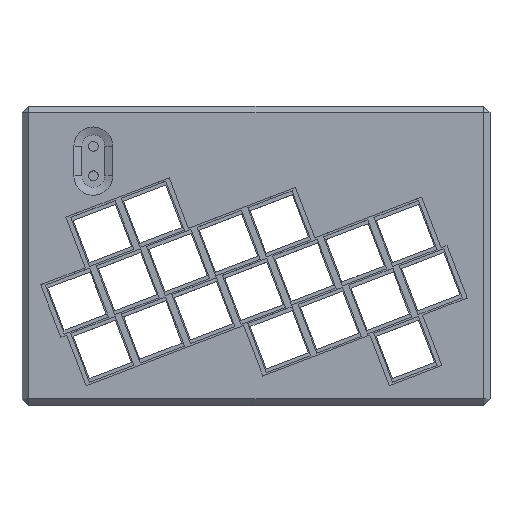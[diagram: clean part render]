
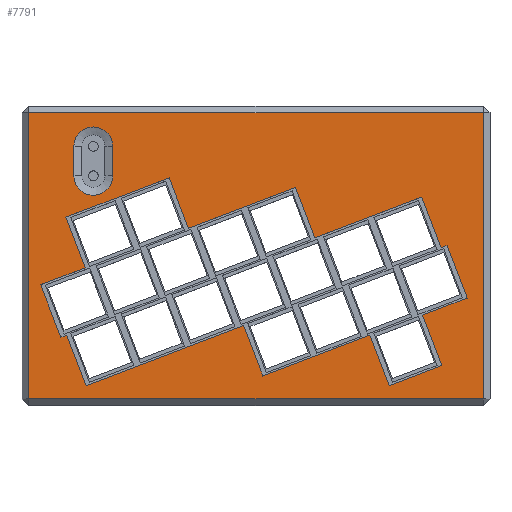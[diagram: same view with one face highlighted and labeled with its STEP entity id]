
A CAD part, top view. The second image highlights one B-rep face of the part: STEP entity #7791.
In plain terms, the highlighted planar face has unit normal (0, 0, 1).
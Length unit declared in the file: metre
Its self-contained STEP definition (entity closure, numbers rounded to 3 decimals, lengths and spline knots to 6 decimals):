
#32=LINE('',#10788,#1092);
#33=LINE('',#10791,#1093);
#34=LINE('',#10793,#1094);
#35=LINE('',#10795,#1095);
#36=LINE('',#10796,#1096);
#37=LINE('',#10801,#1097);
#38=LINE('',#10804,#1098);
#39=LINE('',#10807,#1099);
#40=LINE('',#10809,#1100);
#41=LINE('',#10811,#1101);
#42=LINE('',#10813,#1102);
#43=LINE('',#10815,#1103);
#44=LINE('',#10817,#1104);
#45=LINE('',#10819,#1105);
#46=LINE('',#10821,#1106);
#47=LINE('',#10823,#1107);
#48=LINE('',#10825,#1108);
#49=LINE('',#10827,#1109);
#50=LINE('',#10829,#1110);
#51=LINE('',#10831,#1111);
#52=LINE('',#10833,#1112);
#53=LINE('',#10835,#1113);
#54=LINE('',#10837,#1114);
#55=LINE('',#10839,#1115);
#56=LINE('',#10841,#1116);
#57=LINE('',#10843,#1117);
#1092=VECTOR('',#8759,1.);
#1093=VECTOR('',#8760,1.);
#1094=VECTOR('',#8761,1.);
#1095=VECTOR('',#8762,1.);
#1096=VECTOR('',#8763,1.);
#1097=VECTOR('',#8766,1.);
#1098=VECTOR('',#8769,1.);
#1099=VECTOR('',#8770,1.);
#1100=VECTOR('',#8771,1.);
#1101=VECTOR('',#8772,1.);
#1102=VECTOR('',#8773,1.);
#1103=VECTOR('',#8774,1.);
#1104=VECTOR('',#8775,1.);
#1105=VECTOR('',#8776,1.);
#1106=VECTOR('',#8777,1.);
#1107=VECTOR('',#8778,1.);
#1108=VECTOR('',#8779,1.);
#1109=VECTOR('',#8780,1.);
#1110=VECTOR('',#8781,1.);
#1111=VECTOR('',#8782,1.);
#1112=VECTOR('',#8783,1.);
#1113=VECTOR('',#8784,1.);
#1114=VECTOR('',#8785,1.);
#1115=VECTOR('',#8786,1.);
#1116=VECTOR('',#8787,1.);
#1117=VECTOR('',#8788,1.);
#2145=PLANE('',#8258);
#2586=ORIENTED_EDGE('',*,*,#4774,.T.);
#2587=ORIENTED_EDGE('',*,*,#4775,.T.);
#2588=ORIENTED_EDGE('',*,*,#4776,.T.);
#2589=ORIENTED_EDGE('',*,*,#4777,.T.);
#2590=ORIENTED_EDGE('',*,*,#4778,.F.);
#2591=ORIENTED_EDGE('',*,*,#4779,.F.);
#2592=ORIENTED_EDGE('',*,*,#4780,.T.);
#2593=ORIENTED_EDGE('',*,*,#4781,.F.);
#2594=ORIENTED_EDGE('',*,*,#4782,.T.);
#2595=ORIENTED_EDGE('',*,*,#4783,.F.);
#2596=ORIENTED_EDGE('',*,*,#4784,.F.);
#2597=ORIENTED_EDGE('',*,*,#4785,.F.);
#2598=ORIENTED_EDGE('',*,*,#4786,.F.);
#2599=ORIENTED_EDGE('',*,*,#4787,.T.);
#2600=ORIENTED_EDGE('',*,*,#4788,.F.);
#2601=ORIENTED_EDGE('',*,*,#4789,.T.);
#2602=ORIENTED_EDGE('',*,*,#4790,.F.);
#2603=ORIENTED_EDGE('',*,*,#4791,.T.);
#2604=ORIENTED_EDGE('',*,*,#4792,.F.);
#2605=ORIENTED_EDGE('',*,*,#4793,.T.);
#2606=ORIENTED_EDGE('',*,*,#4794,.T.);
#2607=ORIENTED_EDGE('',*,*,#4795,.T.);
#2608=ORIENTED_EDGE('',*,*,#4796,.T.);
#2609=ORIENTED_EDGE('',*,*,#4797,.F.);
#2610=ORIENTED_EDGE('',*,*,#4798,.T.);
#2611=ORIENTED_EDGE('',*,*,#4799,.F.);
#2612=ORIENTED_EDGE('',*,*,#4800,.T.);
#2613=ORIENTED_EDGE('',*,*,#4801,.F.);
#4774=EDGE_CURVE('',#5868,#5869,#32,.T.);
#4775=EDGE_CURVE('',#5869,#5870,#33,.T.);
#4776=EDGE_CURVE('',#5870,#5871,#34,.T.);
#4777=EDGE_CURVE('',#5871,#5868,#35,.T.);
#4778=EDGE_CURVE('',#5872,#5873,#36,.F.);
#4779=EDGE_CURVE('',#5874,#5872,#6594,.T.);
#4780=EDGE_CURVE('',#5874,#5875,#37,.T.);
#4781=EDGE_CURVE('',#5873,#5875,#6595,.T.);
#4782=EDGE_CURVE('',#5876,#5877,#38,.T.);
#4783=EDGE_CURVE('',#5878,#5877,#39,.T.);
#4784=EDGE_CURVE('',#5879,#5878,#40,.T.);
#4785=EDGE_CURVE('',#5880,#5879,#41,.T.);
#4786=EDGE_CURVE('',#5881,#5880,#42,.T.);
#4787=EDGE_CURVE('',#5881,#5882,#43,.T.);
#4788=EDGE_CURVE('',#5883,#5882,#44,.T.);
#4789=EDGE_CURVE('',#5883,#5884,#45,.T.);
#4790=EDGE_CURVE('',#5885,#5884,#46,.T.);
#4791=EDGE_CURVE('',#5885,#5886,#47,.T.);
#4792=EDGE_CURVE('',#5887,#5886,#48,.T.);
#4793=EDGE_CURVE('',#5887,#5888,#49,.T.);
#4794=EDGE_CURVE('',#5888,#5889,#50,.T.);
#4795=EDGE_CURVE('',#5889,#5890,#51,.T.);
#4796=EDGE_CURVE('',#5890,#5891,#52,.T.);
#4797=EDGE_CURVE('',#5892,#5891,#53,.T.);
#4798=EDGE_CURVE('',#5892,#5893,#54,.T.);
#4799=EDGE_CURVE('',#5894,#5893,#55,.T.);
#4800=EDGE_CURVE('',#5894,#5895,#56,.T.);
#4801=EDGE_CURVE('',#5876,#5895,#57,.T.);
#5868=VERTEX_POINT('',#10789);
#5869=VERTEX_POINT('',#10790);
#5870=VERTEX_POINT('',#10792);
#5871=VERTEX_POINT('',#10794);
#5872=VERTEX_POINT('',#10797);
#5873=VERTEX_POINT('',#10798);
#5874=VERTEX_POINT('',#10800);
#5875=VERTEX_POINT('',#10802);
#5876=VERTEX_POINT('',#10805);
#5877=VERTEX_POINT('',#10806);
#5878=VERTEX_POINT('',#10808);
#5879=VERTEX_POINT('',#10810);
#5880=VERTEX_POINT('',#10812);
#5881=VERTEX_POINT('',#10814);
#5882=VERTEX_POINT('',#10816);
#5883=VERTEX_POINT('',#10818);
#5884=VERTEX_POINT('',#10820);
#5885=VERTEX_POINT('',#10822);
#5886=VERTEX_POINT('',#10824);
#5887=VERTEX_POINT('',#10826);
#5888=VERTEX_POINT('',#10828);
#5889=VERTEX_POINT('',#10830);
#5890=VERTEX_POINT('',#10832);
#5891=VERTEX_POINT('',#10834);
#5892=VERTEX_POINT('',#10836);
#5893=VERTEX_POINT('',#10838);
#5894=VERTEX_POINT('',#10840);
#5895=VERTEX_POINT('',#10842);
#6594=CIRCLE('',#8259,0.005914);
#6595=CIRCLE('',#8260,0.005914);
#6627=EDGE_LOOP('',(#2586,#2587,#2588,#2589));
#6628=EDGE_LOOP('',(#2590,#2591,#2592,#2593));
#6629=EDGE_LOOP('',(#2594,#2595,#2596,#2597,#2598,#2599,#2600,#2601,#2602,
#2603,#2604,#2605,#2606,#2607,#2608,#2609,#2610,#2611,#2612,#2613));
#7205=FACE_BOUND('',#6627,.T.);
#7206=FACE_BOUND('',#6628,.T.);
#7207=FACE_BOUND('',#6629,.T.);
#7791=ADVANCED_FACE('',(#7205,#7206,#7207),#2145,.T.);
#8258=AXIS2_PLACEMENT_3D('',#10787,#8757,#8758);
#8259=AXIS2_PLACEMENT_3D('',#10799,#8764,#8765);
#8260=AXIS2_PLACEMENT_3D('',#10803,#8767,#8768);
#8757=DIRECTION('',(0.,0.,1.));
#8758=DIRECTION('',(1.,0.,0.));
#8759=DIRECTION('',(0.,-1.,0.));
#8760=DIRECTION('',(1.,0.,0.));
#8761=DIRECTION('',(0.,1.,0.));
#8762=DIRECTION('',(-1.,0.,0.));
#8763=DIRECTION('',(0.,1.,0.));
#8764=DIRECTION('',(0.,0.,1.));
#8765=DIRECTION('',(1.,0.,0.));
#8766=DIRECTION('',(0.,-1.,0.));
#8767=DIRECTION('',(0.,0.,1.));
#8768=DIRECTION('',(1.,0.,0.));
#8769=DIRECTION('',(-0.934,-0.357,0.));
#8770=DIRECTION('',(0.357,-0.934,0.));
#8771=DIRECTION('',(-0.934,-0.357,0.));
#8772=DIRECTION('',(0.357,-0.934,0.));
#8773=DIRECTION('',(-0.934,-0.357,0.));
#8774=DIRECTION('',(0.357,-0.934,0.));
#8775=DIRECTION('',(-0.934,-0.357,0.));
#8776=DIRECTION('',(0.357,-0.934,0.));
#8777=DIRECTION('',(-0.934,-0.357,0.));
#8778=DIRECTION('',(0.357,-0.934,0.));
#8779=DIRECTION('',(-0.934,-0.357,0.));
#8780=DIRECTION('',(0.357,-0.934,0.));
#8781=DIRECTION('',(-0.934,-0.357,0.));
#8782=DIRECTION('',(0.357,-0.934,0.));
#8783=DIRECTION('',(-0.934,-0.357,0.));
#8784=DIRECTION('',(0.357,-0.934,0.));
#8785=DIRECTION('',(-0.934,-0.357,0.));
#8786=DIRECTION('',(0.357,-0.934,0.));
#8787=DIRECTION('',(-0.934,-0.357,0.));
#8788=DIRECTION('',(0.357,-0.934,0.));
#10787=CARTESIAN_POINT('',(0.,0.,0.013));
#10788=CARTESIAN_POINT('',(-0.06938,0.,0.013));
#10789=CARTESIAN_POINT('',(-0.06938,0.04363,0.013));
#10790=CARTESIAN_POINT('',(-0.06938,-0.04363,0.013));
#10791=CARTESIAN_POINT('',(0.,-0.04363,0.013));
#10792=CARTESIAN_POINT('',(0.06938,-0.04363,0.013));
#10793=CARTESIAN_POINT('',(0.06938,0.04563,0.013));
#10794=CARTESIAN_POINT('',(0.06938,0.04363,0.013));
#10795=CARTESIAN_POINT('',(-0.07138,0.04363,0.013));
#10796=CARTESIAN_POINT('',(-0.055555,0.036946,0.013));
#10797=CARTESIAN_POINT('',(-0.055555,0.033446,0.013));
#10798=CARTESIAN_POINT('',(-0.055555,0.024446,0.013));
#10799=CARTESIAN_POINT('',(-0.049641,0.033446,0.013));
#10800=CARTESIAN_POINT('',(-0.043727,0.033446,0.013));
#10801=CARTESIAN_POINT('',(-0.043727,0.036946,0.013));
#10802=CARTESIAN_POINT('',(-0.043727,0.024446,0.013));
#10803=CARTESIAN_POINT('',(-0.049641,0.024446,0.013));
#10804=CARTESIAN_POINT('',(-0.051516,-0.021784,0.013));
#10805=CARTESIAN_POINT('',(-0.057731,-0.024158,0.013));
#10806=CARTESIAN_POINT('',(-0.05955,-0.024853,0.013));
#10807=CARTESIAN_POINT('',(-0.062619,-0.016819,0.013));
#10808=CARTESIAN_POINT('',(-0.065687,-0.008785,0.013));
#10809=CARTESIAN_POINT('',(-0.026826,0.006059,0.013));
#10810=CARTESIAN_POINT('',(-0.052093,-0.003593,0.013));
#10811=CARTESIAN_POINT('',(-0.054912,0.003787,0.013));
#10812=CARTESIAN_POINT('',(-0.057981,0.011821,0.013));
#10813=CARTESIAN_POINT('',(-0.049947,0.01489,0.013));
#10814=CARTESIAN_POINT('',(-0.026499,0.023846,0.013));
#10815=CARTESIAN_POINT('',(-0.02343,0.015812,0.013));
#10816=CARTESIAN_POINT('',(-0.020611,0.008432,0.013));
#10817=CARTESIAN_POINT('',(-0.026826,0.006059,0.013));
#10818=CARTESIAN_POINT('',(0.012036,0.020902,0.013));
#10819=CARTESIAN_POINT('',(0.015104,0.012868,0.013));
#10820=CARTESIAN_POINT('',(0.017923,0.005488,0.013));
#10821=CARTESIAN_POINT('',(-0.003705,-0.002773,0.013));
#10822=CARTESIAN_POINT('',(0.05057,0.017959,0.013));
#10823=CARTESIAN_POINT('',(0.053639,0.009925,0.013));
#10824=CARTESIAN_POINT('',(0.056458,0.002545,0.013));
#10825=CARTESIAN_POINT('',(0.050243,0.000171,0.013));
#10826=CARTESIAN_POINT('',(0.058277,0.00324,0.013));
#10827=CARTESIAN_POINT('',(0.061346,-0.004794,0.013));
#10828=CARTESIAN_POINT('',(0.064415,-0.012828,0.013));
#10829=CARTESIAN_POINT('',(0.056381,-0.015897,0.013));
#10830=CARTESIAN_POINT('',(0.05082,-0.018021,0.013));
#10831=CARTESIAN_POINT('',(0.053639,-0.025401,0.013));
#10832=CARTESIAN_POINT('',(0.056708,-0.033435,0.013));
#10833=CARTESIAN_POINT('',(0.048674,-0.036503,0.013));
#10834=CARTESIAN_POINT('',(0.04064,-0.039572,0.013));
#10835=CARTESIAN_POINT('',(0.037571,-0.031538,0.013));
#10836=CARTESIAN_POINT('',(0.034752,-0.024158,0.013));
#10837=CARTESIAN_POINT('',(0.040967,-0.021784,0.013));
#10838=CARTESIAN_POINT('',(0.002105,-0.036628,0.013));
#10839=CARTESIAN_POINT('',(-0.000963,-0.028594,0.013));
#10840=CARTESIAN_POINT('',(-0.003782,-0.021214,0.013));
#10841=CARTESIAN_POINT('',(-0.043809,-0.036503,0.013));
#10842=CARTESIAN_POINT('',(-0.051843,-0.039572,0.013));
#10843=CARTESIAN_POINT('',(-0.054912,-0.031538,0.013));
